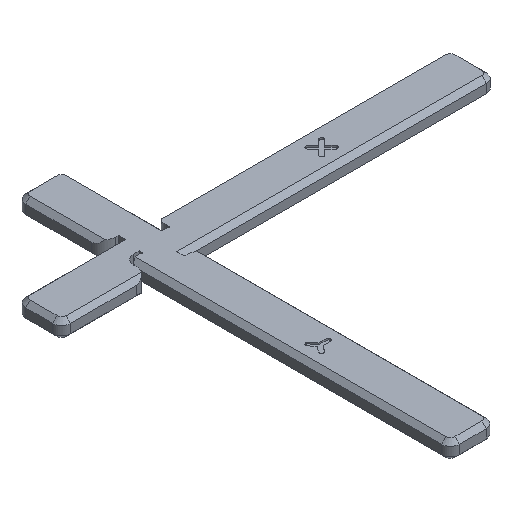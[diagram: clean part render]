
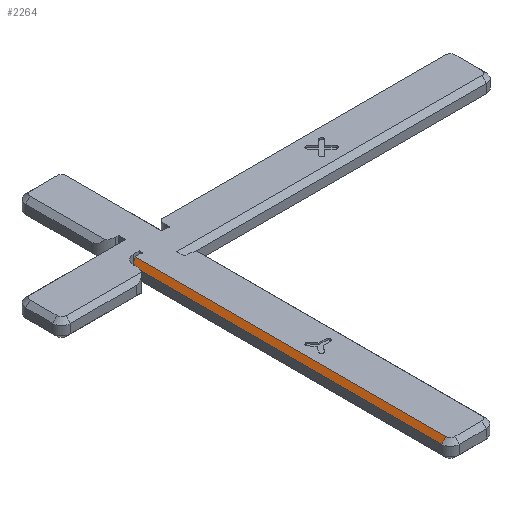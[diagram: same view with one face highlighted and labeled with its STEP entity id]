
A CAD part, isometric view. The second image highlights one B-rep face of the part: STEP entity #2264.
In plain terms, the highlighted planar face has unit normal (-0.707, 0, 0.707).
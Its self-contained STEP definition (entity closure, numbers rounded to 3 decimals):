
#104=ELLIPSE('',#2432,2.828,2.);
#180=LINE('',#3378,#420);
#236=LINE('',#3522,#476);
#299=LINE('',#3707,#539);
#420=VECTOR('',#2649,1000.);
#476=VECTOR('',#2747,1000.);
#539=VECTOR('',#3002,1000.);
#1027=ORIENTED_EDGE('',*,*,#1462,.F.);
#1028=ORIENTED_EDGE('',*,*,#1325,.F.);
#1029=ORIENTED_EDGE('',*,*,#1491,.F.);
#1030=ORIENTED_EDGE('',*,*,#1392,.F.);
#1325=EDGE_CURVE('',#1647,#1644,#180,.T.);
#1392=EDGE_CURVE('',#1714,#1715,#236,.T.);
#1462=EDGE_CURVE('',#1644,#1714,#104,.F.);
#1491=EDGE_CURVE('',#1715,#1647,#299,.T.);
#1644=VERTEX_POINT('',#3372);
#1647=VERTEX_POINT('',#3377);
#1714=VERTEX_POINT('',#3521);
#1715=VERTEX_POINT('',#3523);
#1932=EDGE_LOOP('',(#1027,#1028,#1029,#1030));
#2060=FACE_BOUND('',#1932,.T.);
#2156=PLANE('',#2469);
#2264=ADVANCED_FACE('',(#2060),#2156,.T.);
#2432=AXIS2_PLACEMENT_3D('',#3641,#2898,#2899);
#2469=AXIS2_PLACEMENT_3D('',#3706,#3000,#3001);
#2649=DIRECTION('',(0.,1.,0.));
#2747=DIRECTION('',(0.,-1.,0.));
#2898=DIRECTION('',(-0.707,0.,0.707));
#2899=DIRECTION('',(0.707,0.,0.707));
#3000=DIRECTION('',(-0.707,0.,0.707));
#3001=DIRECTION('',(0.,1.,0.));
#3002=DIRECTION('',(-0.707,0.,-0.707));
#3372=CARTESIAN_POINT('',(30.,5.,4.5));
#3377=CARTESIAN_POINT('',(30.,-97.,4.5));
#3378=CARTESIAN_POINT('',(30.,5.,4.5));
#3521=CARTESIAN_POINT('',(31.5,6.936,6.));
#3522=CARTESIAN_POINT('',(31.5,-97.,6.));
#3523=CARTESIAN_POINT('',(31.5,-97.,6.));
#3641=CARTESIAN_POINT('',(32.,5.,6.5));
#3706=CARTESIAN_POINT('',(31.5,0.,6.));
#3707=CARTESIAN_POINT('',(31.5,-97.,6.));
